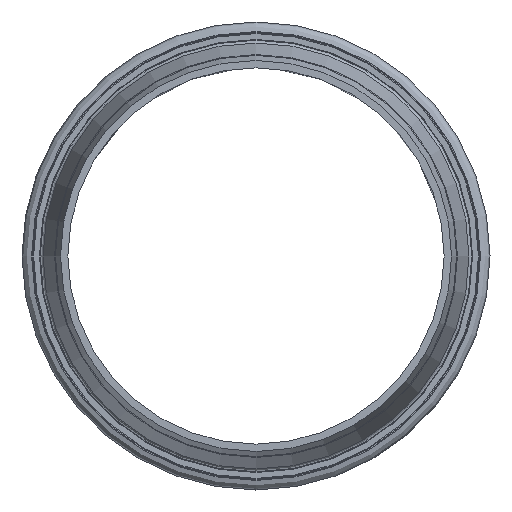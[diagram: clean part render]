
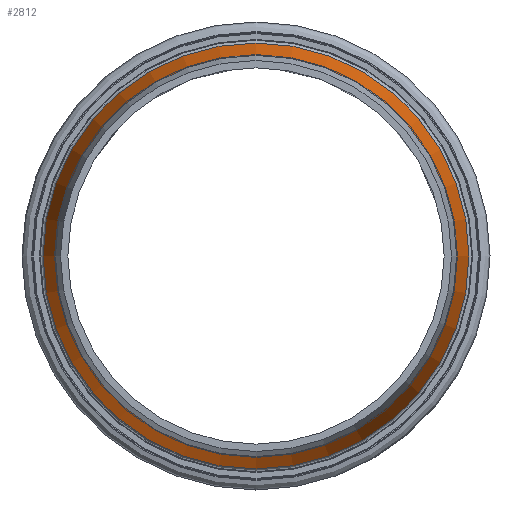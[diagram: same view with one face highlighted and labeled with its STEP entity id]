
A CAD part, front view. The second image highlights one B-rep face of the part: STEP entity #2812.
In plain terms, the highlighted conical face has half-angle 15 degrees and reference radius 64.425 mm.
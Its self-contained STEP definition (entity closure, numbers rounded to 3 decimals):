
#40=CONICAL_SURFACE('',#3016,64.425,0.262);
#272=CIRCLE('',#3015,66.35);
#273=CIRCLE('',#3017,62.5);
#387=FACE_OUTER_BOUND('',#586,.T.);
#586=EDGE_LOOP('',(#2479,#2480,#2481,#2482));
#764=LINE('',#9655,#860);
#860=VECTOR('',#3476,64.425);
#1394=VERTEX_POINT('',#9649);
#1395=VERTEX_POINT('',#9653);
#1795=EDGE_CURVE('',#1394,#1394,#272,.T.);
#1797=EDGE_CURVE('',#1395,#1395,#273,.T.);
#1798=EDGE_CURVE('',#1395,#1394,#764,.T.);
#2479=ORIENTED_EDGE('',*,*,#1797,.F.);
#2480=ORIENTED_EDGE('',*,*,#1798,.T.);
#2481=ORIENTED_EDGE('',*,*,#1795,.T.);
#2482=ORIENTED_EDGE('',*,*,#1798,.F.);
#2812=ADVANCED_FACE('',(#387),#40,.T.);
#3015=AXIS2_PLACEMENT_3D('',#9650,#3469,#3470);
#3016=AXIS2_PLACEMENT_3D('',#9652,#3472,#3473);
#3017=AXIS2_PLACEMENT_3D('',#9654,#3474,#3475);
#3469=DIRECTION('center_axis',(0.,-1.,0.));
#3470=DIRECTION('ref_axis',(1.,0.,0.));
#3472=DIRECTION('center_axis',(0.,1.,0.));
#3473=DIRECTION('ref_axis',(-1.,0.,0.));
#3474=DIRECTION('center_axis',(0.,-1.,0.));
#3475=DIRECTION('ref_axis',(1.,0.,0.));
#3476=DIRECTION('',(0.259,0.966,0.));
#9649=CARTESIAN_POINT('',(66.35,-1.12,0.));
#9650=CARTESIAN_POINT('Origin',(0.,-1.12,0.));
#9652=CARTESIAN_POINT('Origin',(0.,-8.304,0.));
#9653=CARTESIAN_POINT('',(62.5,-15.488,0.));
#9654=CARTESIAN_POINT('Origin',(0.,-15.488,0.));
#9655=CARTESIAN_POINT('',(64.425,-8.304,0.));
